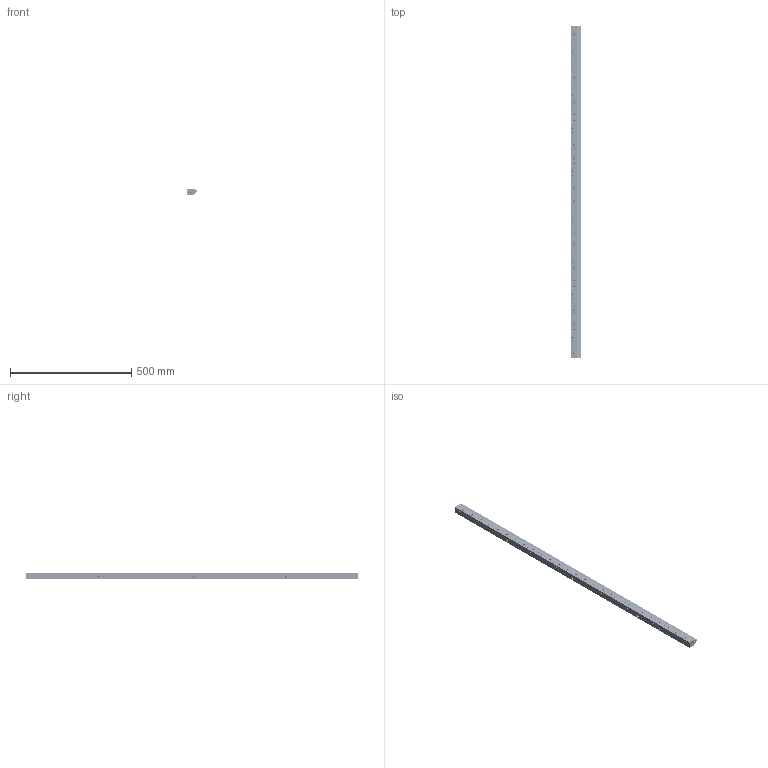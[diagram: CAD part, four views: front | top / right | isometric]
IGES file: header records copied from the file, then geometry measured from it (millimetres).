
Start section: START RECORD GO HERE.
Global section: file name: 10054-X_Mod.igs; native system: DASSAULT SYSTEMES CATIA V5 R20 - www.3ds.com; preprocessor: CATIA Version 5 Release 20 ; author: DESIGNENG; organization: DESIGNENG; date: 20150505.171723; units: millimetre
Bounding box: 44.45 x 1371.6 x 27.56 mm (x, y, z)
Volume: 1281157.6 mm3; surface area: 228085.5 mm2
Topology: 1 solids, 1 shells, 6472 faces, 16961 edges, 10689 vertices
Faces by surface type: bspline 3441, revolution 2047, plane 765, extrusion 219
